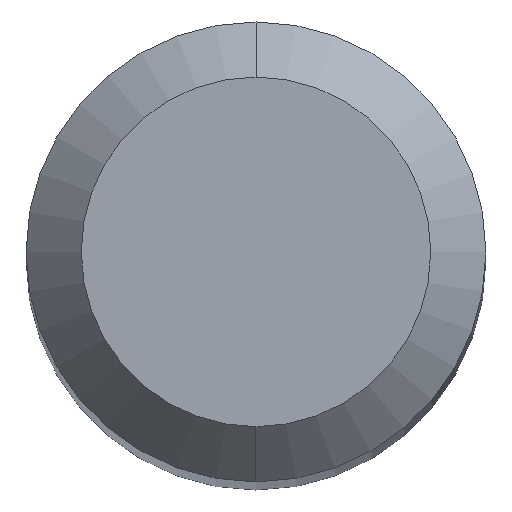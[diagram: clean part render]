
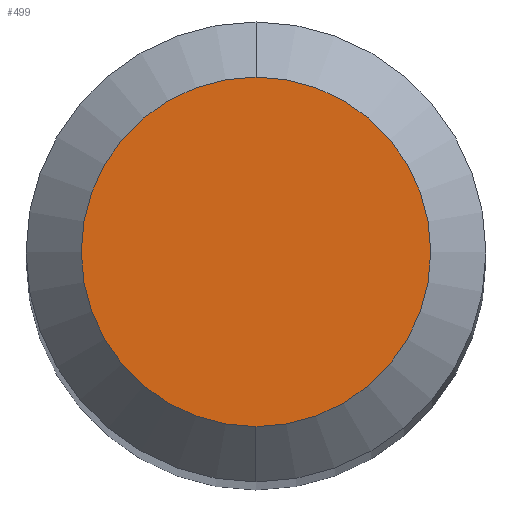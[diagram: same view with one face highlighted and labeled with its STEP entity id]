
A CAD part, top view. The second image highlights one B-rep face of the part: STEP entity #499.
In plain terms, the highlighted planar face has unit normal (0, 0, 1).
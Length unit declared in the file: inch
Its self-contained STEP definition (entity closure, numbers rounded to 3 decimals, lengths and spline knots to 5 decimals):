
#45 = EDGE_LOOP ( 'NONE', ( #200, #116 ) ) ;
#54 = CARTESIAN_POINT ( 'NONE',  ( 0., 0.0475, 0. ) ) ;
#94 = CARTESIAN_POINT ( 'NONE',  ( 0., -0.0475, 0. ) ) ;
#116 = ORIENTED_EDGE ( 'NONE', *, *, #285, .T. ) ;
#129 = DIRECTION ( 'NONE',  ( 0., 1., 0. ) ) ;
#147 = EDGE_CURVE ( 'NONE', #331, #450, #383, .T. ) ;
#152 = CARTESIAN_POINT ( 'NONE',  ( 0., 0., 0. ) ) ;
#163 = CARTESIAN_POINT ( 'NONE',  ( 0., 0.0475, 0. ) ) ;
#200 = ORIENTED_EDGE ( 'NONE', *, *, #147, .T. ) ;
#272 = DIRECTION ( 'NONE',  ( 0., -1., 0. ) ) ;
#282 = CIRCLE ( 'NONE', #358, 0.0475 ) ;
#285 = EDGE_CURVE ( 'NONE', #450, #331, #282, .T. ) ;
#320 = DIRECTION ( 'NONE',  ( 0., 0., 1. ) ) ;
#331 = VERTEX_POINT ( 'NONE', #163 ) ;
#358 = AXIS2_PLACEMENT_3D ( 'NONE', #405, #441, #399 ) ;
#378 = DIRECTION ( 'NONE',  ( 0., 0., -1. ) ) ;
#383 = CIRCLE ( 'NONE', #384, 0.0475 ) ;
#384 = AXIS2_PLACEMENT_3D ( 'NONE', #152, #320, #272 ) ;
#399 = DIRECTION ( 'NONE',  ( 0., -1., 0. ) ) ;
#405 = CARTESIAN_POINT ( 'NONE',  ( 0., 0., 0. ) ) ;
#411 = AXIS2_PLACEMENT_3D ( 'NONE', #54, #378, #129 ) ;
#412 = PLANE ( 'NONE',  #411 ) ;
#419 = FACE_OUTER_BOUND ( 'NONE', #45, .T. ) ;
#441 = DIRECTION ( 'NONE',  ( 0., 0., 1. ) ) ;
#450 = VERTEX_POINT ( 'NONE', #94 ) ;
#499 = ADVANCED_FACE ( 'NONE', ( #419 ), #412, .F. ) ;
